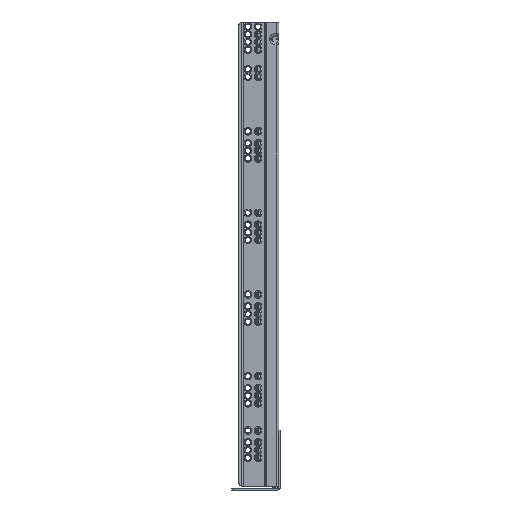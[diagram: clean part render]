
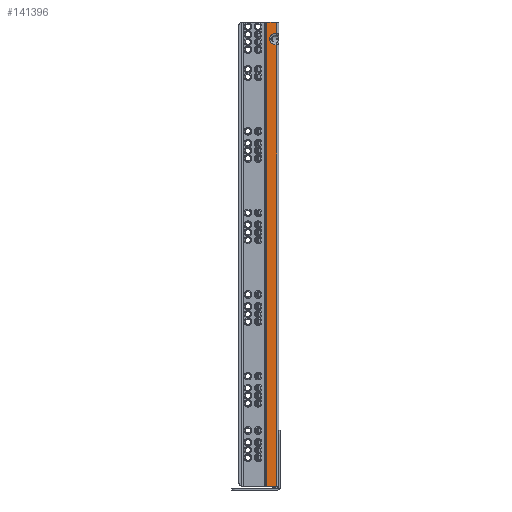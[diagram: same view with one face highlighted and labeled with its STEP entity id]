
A CAD part, left-side view. The second image highlights one B-rep face of the part: STEP entity #141396.
In plain terms, the highlighted planar face has unit normal (-1, 0, 0).
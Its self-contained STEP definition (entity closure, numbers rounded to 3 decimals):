
#29 = LINE ( 'NONE', #2212, #59017 ) ;
#2212 = CARTESIAN_POINT ( 'NONE',  ( 0., -24.2, -546. ) ) ;
#5126 = EDGE_CURVE ( 'NONE', #135378, #31013, #29, .T. ) ;
#6233 = ORIENTED_EDGE ( 'NONE', *, *, #83411, .F. ) ;
#11409 = ORIENTED_EDGE ( 'NONE', *, *, #41196, .F. ) ;
#11978 = DIRECTION ( 'NONE',  ( 0., 0., 1. ) ) ;
#12291 = CARTESIAN_POINT ( 'NONE',  ( 0., -16.257, -19. ) ) ;
#12299 = AXIS2_PLACEMENT_3D ( 'NONE', #110166, #110894, #18496 ) ;
#12551 = EDGE_CURVE ( 'NONE', #123908, #147149, #115110, .T. ) ;
#15678 = CARTESIAN_POINT ( 'NONE',  ( 0., -24.2, -13.012 ) ) ;
#18496 = DIRECTION ( 'NONE',  ( 0., 0., 1. ) ) ;
#18961 = CARTESIAN_POINT ( 'NONE',  ( 0., -16.257, -15.661 ) ) ;
#19528 = LINE ( 'NONE', #132051, #36340 ) ;
#31013 = VERTEX_POINT ( 'NONE', #108095 ) ;
#33762 = CARTESIAN_POINT ( 'NONE',  ( 0., -24.2, -13.012 ) ) ;
#34557 = EDGE_CURVE ( 'NONE', #45291, #110956, #19528, .T. ) ;
#35124 = CARTESIAN_POINT ( 'NONE',  ( 0., -12.443, -546. ) ) ;
#36340 = VECTOR ( 'NONE', #110455, 1000. ) ;
#38106 = VERTEX_POINT ( 'NONE', #131046 ) ;
#41196 = EDGE_CURVE ( 'NONE', #46606, #38106, #67871, .T. ) ;
#41352 = CARTESIAN_POINT ( 'NONE',  ( 0., -16.257, -19. ) ) ;
#42902 = CARTESIAN_POINT ( 'NONE',  ( 0., -16.257, -24.339 ) ) ;
#45291 = VERTEX_POINT ( 'NONE', #101752 ) ;
#46606 = VERTEX_POINT ( 'NONE', #35124 ) ;
#47639 = CARTESIAN_POINT ( 'NONE',  ( 0., -24.2, -26.988 ) ) ;
#59017 = VECTOR ( 'NONE', #93142, 1000. ) ;
#63626 = VECTOR ( 'NONE', #129127, 1000. ) ;
#64465 = CARTESIAN_POINT ( 'NONE',  ( 0., -19.488, -13.226 ) ) ;
#65291 = CARTESIAN_POINT ( 'NONE',  ( 0., -16.257, -21. ) ) ;
#67871 = LINE ( 'NONE', #102158, #74441 ) ;
#69979 = CARTESIAN_POINT ( 'NONE',  ( 0., -16.257, -21. ) ) ;
#70377 = DIRECTION ( 'NONE',  ( 0., 0., 1. ) ) ;
#74441 = VECTOR ( 'NONE', #11978, 1000. ) ;
#75141 = FACE_OUTER_BOUND ( 'NONE', #128347, .T. ) ;
#77887 = CARTESIAN_POINT ( 'NONE',  ( 0., -19.488, -26.774 ) ) ;
#78309 = CARTESIAN_POINT ( 'NONE',  ( 0., -16.257, -19. ) ) ;
#82906 = LINE ( 'NONE', #116459, #63626 ) ;
#83411 = EDGE_CURVE ( 'NONE', #38106, #31013, #119999, .T. ) ;
#85018 = DIRECTION ( 'NONE',  ( 0., -1., 0. ) ) ;
#88773 = ORIENTED_EDGE ( 'NONE', *, *, #12551, .T. ) ;
#90217 = VECTOR ( 'NONE', #70377, 1000. ) ;
#93142 = DIRECTION ( 'NONE',  ( 0., 0., 1. ) ) ;
#101752 = CARTESIAN_POINT ( 'NONE',  ( 0., -24.2, -546. ) ) ;
#102158 = CARTESIAN_POINT ( 'NONE',  ( 0., -12.443, -546. ) ) ;
#105040 = ORIENTED_EDGE ( 'NONE', *, *, #118922, .T. ) ;
#106917 = ORIENTED_EDGE ( 'NONE', *, *, #34557, .T. ) ;
#108095 = CARTESIAN_POINT ( 'NONE',  ( 0., -24.2, 0. ) ) ;
#108825 = CARTESIAN_POINT ( 'NONE',  ( 0., -12.443, 0. ) ) ;
#110166 = CARTESIAN_POINT ( 'NONE',  ( 0., -12.443, -546. ) ) ;
#110455 = DIRECTION ( 'NONE',  ( 0., 0., 1. ) ) ;
#110812 = ORIENTED_EDGE ( 'NONE', *, *, #135803, .T. ) ;
#110894 = DIRECTION ( 'NONE',  ( -1., 0., 0. ) ) ;
#110956 = VERTEX_POINT ( 'NONE', #47639 ) ;
#114808 = VECTOR ( 'NONE', #85018, 1000. ) ;
#115110 = LINE ( 'NONE', #12291, #90217 ) ;
#116459 = CARTESIAN_POINT ( 'NONE',  ( 0., -12.443, -546. ) ) ;
#118922 = EDGE_CURVE ( 'NONE', #147149, #135378, #130123, .T. ) ;
#119999 = LINE ( 'NONE', #108825, #114808 ) ;
#123908 = VERTEX_POINT ( 'NONE', #69979 ) ;
#124059 = CARTESIAN_POINT ( 'NONE',  ( 0., -24.2, -26.988 ) ) ;
#128347 = EDGE_LOOP ( 'NONE', ( #106917, #143567, #88773, #105040, #139365, #6233, #11409, #110812 ) ) ;
#129127 = DIRECTION ( 'NONE',  ( 0., -1., 0. ) ) ;
#130123 =( BOUNDED_CURVE ( )  B_SPLINE_CURVE ( 3, ( #41352, #18961, #64465, #15678 ),
 .UNSPECIFIED., .F., .F. ) 
 B_SPLINE_CURVE_WITH_KNOTS ( ( 4, 4 ),
 ( 3.142, 4.648 ),
 .UNSPECIFIED. ) 
 CURVE ( )  GEOMETRIC_REPRESENTATION_ITEM ( )  RATIONAL_B_SPLINE_CURVE ( ( 1., 0.82, 0.82, 1. ) ) 
 REPRESENTATION_ITEM ( '' )  );
#131046 = CARTESIAN_POINT ( 'NONE',  ( 0., -12.443, 0. ) ) ;
#132051 = CARTESIAN_POINT ( 'NONE',  ( 0., -24.2, -546. ) ) ;
#132472 = PLANE ( 'NONE',  #12299 ) ;
#133121 =( BOUNDED_CURVE ( )  B_SPLINE_CURVE ( 3, ( #124059, #77887, #42902, #65291 ),
 .UNSPECIFIED., .F., .T. ) 
 B_SPLINE_CURVE_WITH_KNOTS ( ( 4, 4 ),
 ( 4.776, 6.283 ),
 .UNSPECIFIED. ) 
 CURVE ( )  GEOMETRIC_REPRESENTATION_ITEM ( )  RATIONAL_B_SPLINE_CURVE ( ( 1., 0.82, 0.82, 1. ) ) 
 REPRESENTATION_ITEM ( '' )  );
#134837 = EDGE_CURVE ( 'NONE', #110956, #123908, #133121, .T. ) ;
#135378 = VERTEX_POINT ( 'NONE', #33762 ) ;
#135803 = EDGE_CURVE ( 'NONE', #46606, #45291, #82906, .T. ) ;
#139365 = ORIENTED_EDGE ( 'NONE', *, *, #5126, .T. ) ;
#141396 = ADVANCED_FACE ( 'NONE', ( #75141 ), #132472, .T. ) ;
#143567 = ORIENTED_EDGE ( 'NONE', *, *, #134837, .T. ) ;
#147149 = VERTEX_POINT ( 'NONE', #78309 ) ;
